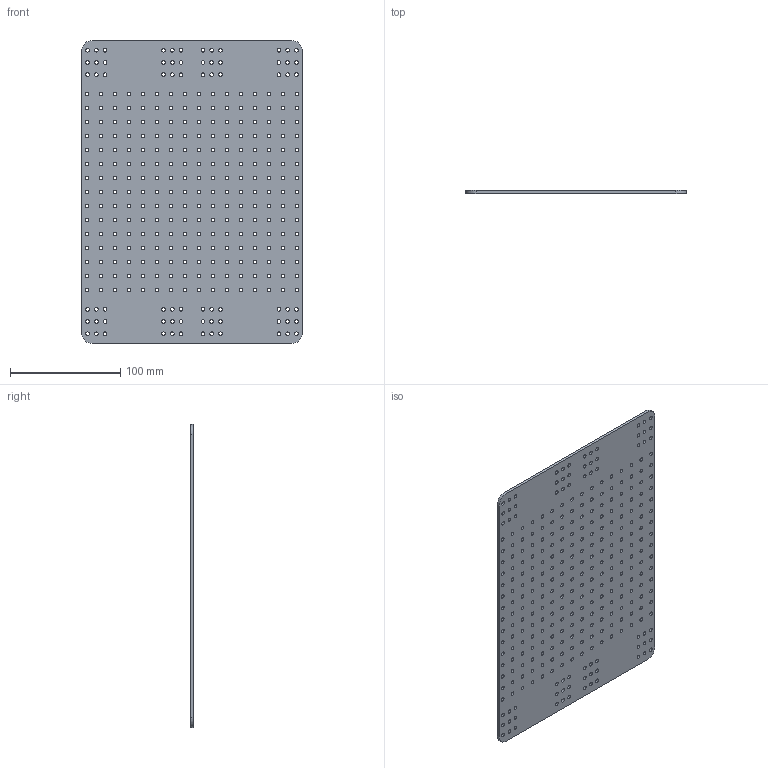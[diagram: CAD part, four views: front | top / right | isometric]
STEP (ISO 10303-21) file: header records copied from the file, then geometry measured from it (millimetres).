
FILE_DESCRIPTION (( 'STEP AP214' ), '1' );
FILE_NAME ('Bottom^Assem1_Dog.STEP', '2021-02-19T00:22:25', ( '' ), ( '' ), 'SwSTEP 2.0', 'SolidWorks 2019', '' );
FILE_SCHEMA (( 'AUTOMOTIVE_DESIGN' ));
Length unit declared in the file: inch
Products named in the file (1): Bottom^Assem1_Dog
Bounding box: 200.12 x 2.5 x 275 mm (x, y, z)
Volume: 130304.4 mm3; surface area: 114909.7 mm2
Topology: 1 solids, 1 shells, 634 faces, 1896 edges, 1264 vertices
Faces by surface type: cylinder 628, plane 6
Entity records: 23424 total; most frequent: DIRECTION 4422, CARTESIAN_POINT 3795, ORIENTED_EDGE 3792, EDGE_CURVE 1896, AXIS2_PLACEMENT_3D 1891, VERTEX_POINT 1264, EDGE_LOOP 1258, CIRCLE 1256
